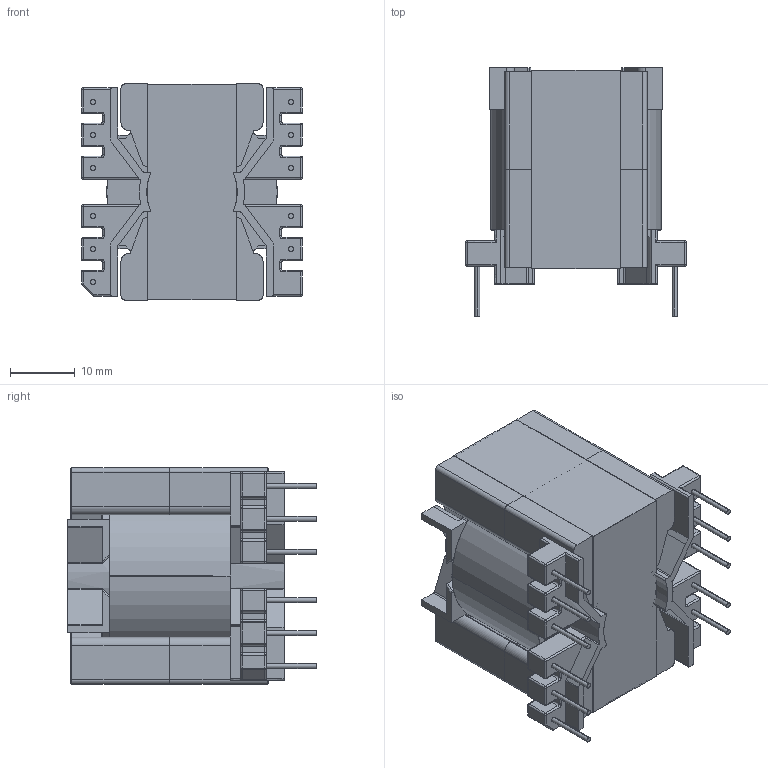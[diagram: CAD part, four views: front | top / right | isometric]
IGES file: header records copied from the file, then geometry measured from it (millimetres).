
Start section: SolidWorks IGES file using analytic representation for surfaces
Global section: file name: PQ3230_4796_MP12.IGS; native system: SolidWorks 2017; preprocessor: SolidWorks 2017; author: e.wtnpm; date: 210628.110406; units: millimetre
Bounding box: 34.2 x 38.52 x 33.5 mm (x, y, z)
Surface area: 19948.8 mm2 (no closed solid volume)
Topology: 0 solids, 0 shells, 561 faces, 4394 edges, 4346 vertices
Faces by surface type: revolution 299, bspline 262
